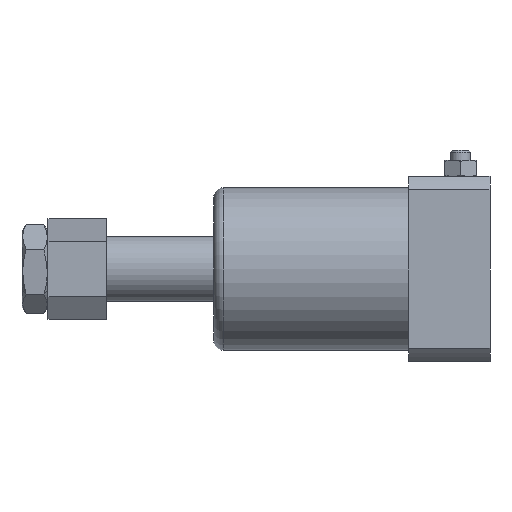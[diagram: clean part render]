
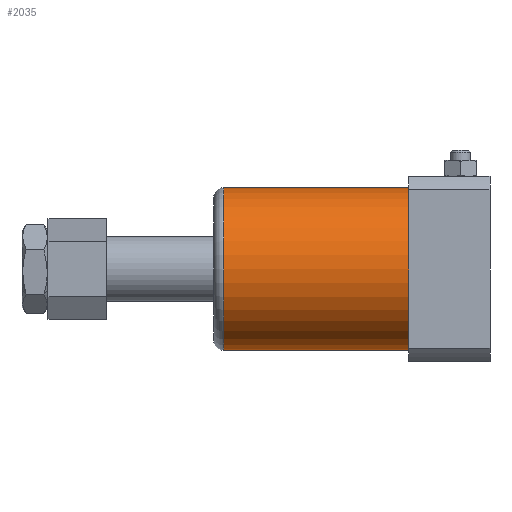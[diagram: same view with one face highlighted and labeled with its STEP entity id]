
A CAD part, left-side view. The second image highlights one B-rep face of the part: STEP entity #2035.
In plain terms, the highlighted cylindrical face has radius 25 mm (diameter 50 mm), a partial arc.
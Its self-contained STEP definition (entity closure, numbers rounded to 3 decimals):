
#93 = LINE ( 'NONE', #2222, #96 ) ;
#96 = VECTOR ( 'NONE', #2226, 1000. ) ;
#97 = LINE ( 'NONE', #6186, #99 ) ;
#99 = VECTOR ( 'NONE', #2221, 1000. ) ;
#167 = CIRCLE ( 'NONE', #4338, 25. ) ;
#196 = CIRCLE ( 'NONE', #4344, 25. ) ;
#436 = FACE_OUTER_BOUND ( 'NONE', #1988, .T. ) ;
#451 = CYLINDRICAL_SURFACE ( 'NONE', #4078, 25. ) ;
#1422 = CARTESIAN_POINT ( 'NONE',  ( 0., 85., 0. ) ) ;
#1429 = DIRECTION ( 'NONE',  ( 0., -1., 0. ) ) ;
#1458 = DIRECTION ( 'NONE',  ( 0., 0., -1. ) ) ;
#1988 = EDGE_LOOP ( 'NONE', ( #6587, #6588, #6589, #6590 ) ) ;
#2035 = ADVANCED_FACE ( 'NONE', ( #436 ), #451, .T. ) ;
#2221 = DIRECTION ( 'NONE',  ( 0., -1., 0. ) ) ;
#2222 = CARTESIAN_POINT ( 'NONE',  ( 0., 85., 25. ) ) ;
#2226 = DIRECTION ( 'NONE',  ( 0., -1., 0. ) ) ;
#2532 = CARTESIAN_POINT ( 'NONE',  ( 0., 25., 0. ) ) ;
#2533 = DIRECTION ( 'NONE',  ( 0., 1., 0. ) ) ;
#2534 = DIRECTION ( 'NONE',  ( 0., 0., -1. ) ) ;
#2572 = CARTESIAN_POINT ( 'NONE',  ( 0., 82., 0. ) ) ;
#2573 = DIRECTION ( 'NONE',  ( 0., -1., 0. ) ) ;
#2574 = DIRECTION ( 'NONE',  ( 0., 0., 1. ) ) ;
#2820 = CARTESIAN_POINT ( 'NONE',  ( 0., 82., -25. ) ) ;
#2825 = CARTESIAN_POINT ( 'NONE',  ( 0., 82., 25. ) ) ;
#2827 = CARTESIAN_POINT ( 'NONE',  ( 0., 25., 25. ) ) ;
#2829 = CARTESIAN_POINT ( 'NONE',  ( 0., 25., -25. ) ) ;
#4078 = AXIS2_PLACEMENT_3D ( 'NONE', #1422, #1429, #1458 ) ;
#4338 = AXIS2_PLACEMENT_3D ( 'NONE', #2532, #2533, #2534 ) ;
#4344 = AXIS2_PLACEMENT_3D ( 'NONE', #2572, #2573, #2574 ) ;
#5095 = EDGE_CURVE ( 'NONE', #6283, #6285, #93, .T. ) ;
#5097 = EDGE_CURVE ( 'NONE', #6278, #6287, #97, .T. ) ;
#5149 = EDGE_CURVE ( 'NONE', #6287, #6285, #167, .T. ) ;
#5167 = EDGE_CURVE ( 'NONE', #6283, #6278, #196, .T. ) ;
#6186 = CARTESIAN_POINT ( 'NONE',  ( 0., 85., -25. ) ) ;
#6278 = VERTEX_POINT ( 'NONE', #2820 ) ;
#6283 = VERTEX_POINT ( 'NONE', #2825 ) ;
#6285 = VERTEX_POINT ( 'NONE', #2827 ) ;
#6287 = VERTEX_POINT ( 'NONE', #2829 ) ;
#6587 = ORIENTED_EDGE ( 'NONE', *, *, #5095, .F. ) ;
#6588 = ORIENTED_EDGE ( 'NONE', *, *, #5167, .T. ) ;
#6589 = ORIENTED_EDGE ( 'NONE', *, *, #5097, .T. ) ;
#6590 = ORIENTED_EDGE ( 'NONE', *, *, #5149, .T. ) ;
